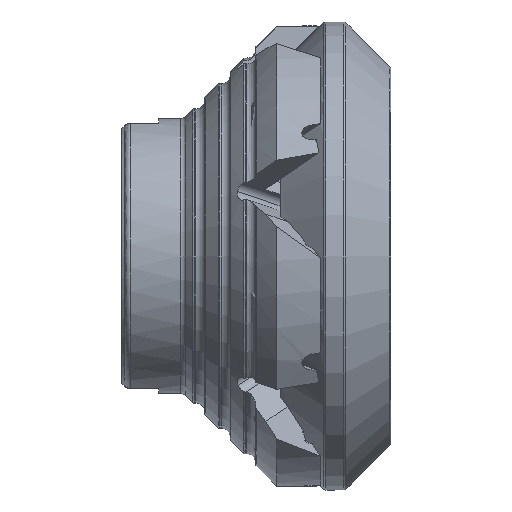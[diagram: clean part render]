
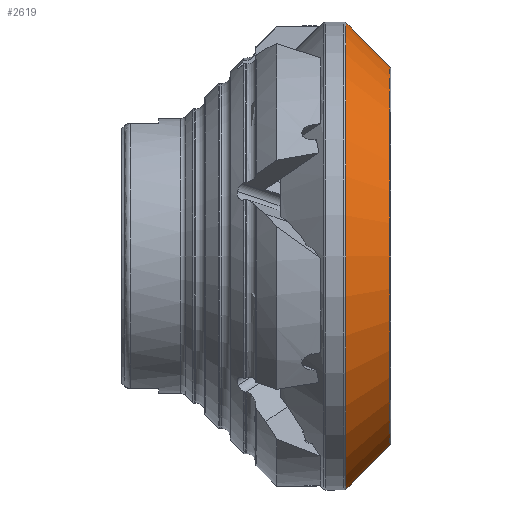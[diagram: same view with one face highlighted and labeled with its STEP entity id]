
A CAD part, front view. The second image highlights one B-rep face of the part: STEP entity #2619.
In plain terms, the highlighted conical face has half-angle 45 degrees and reference radius 39.004 mm.
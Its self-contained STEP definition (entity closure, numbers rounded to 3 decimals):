
#817 = CIRCLE ( 'NONE', #3323, 31.646 ) ;
#914 = CIRCLE ( 'NONE', #6148, 39.004 ) ;
#1116 = CONICAL_SURFACE ( 'NONE', #5947, 39.004, 0.785 ) ;
#1142 = FACE_OUTER_BOUND ( 'NONE', #1920, .T. ) ;
#1691 = CARTESIAN_POINT ( 'NONE',  ( -6.053, 0., -39.004 ) ) ;
#1692 = CARTESIAN_POINT ( 'NONE',  ( 1.304, 0., 31.646 ) ) ;
#1727 = CARTESIAN_POINT ( 'NONE',  ( 1.304, 0., -31.646 ) ) ;
#1735 = CARTESIAN_POINT ( 'NONE',  ( -6.053, 0., 39.004 ) ) ;
#1834 = VERTEX_POINT ( 'NONE', #1691 ) ;
#1843 = VERTEX_POINT ( 'NONE', #1692 ) ;
#1864 = VERTEX_POINT ( 'NONE', #1727 ) ;
#1882 = VERTEX_POINT ( 'NONE', #1735 ) ;
#1920 = EDGE_LOOP ( 'NONE', ( #2777, #2776, #2775, #2774 ) ) ;
#2071 = CARTESIAN_POINT ( 'NONE',  ( -6.053, 0., 0. ) ) ;
#2072 = DIRECTION ( 'NONE',  ( 1., 0., 0. ) ) ;
#2073 = DIRECTION ( 'NONE',  ( 0., 0., -1. ) ) ;
#2619 = ADVANCED_FACE ( 'NONE', ( #1142 ), #1116, .T. ) ;
#2774 = ORIENTED_EDGE ( 'NONE', *, *, #5526, .T. ) ;
#2775 = ORIENTED_EDGE ( 'NONE', *, *, #8409, .T. ) ;
#2776 = ORIENTED_EDGE ( 'NONE', *, *, #7273, .F. ) ;
#2777 = ORIENTED_EDGE ( 'NONE', *, *, #8420, .F. ) ;
#3323 = AXIS2_PLACEMENT_3D ( 'NONE', #8173, #8174, #8175 ) ;
#5392 = VECTOR ( 'NONE', #10725, 1000. ) ;
#5397 = LINE ( 'NONE', #10724, #5392 ) ;
#5526 = EDGE_CURVE ( 'NONE', #1882, #1834, #914, .T. ) ;
#5591 = VECTOR ( 'NONE', #10766, 1000. ) ;
#5606 = LINE ( 'NONE', #10765, #5591 ) ;
#5754 = DIRECTION ( 'NONE',  ( -1., 0., 0. ) ) ;
#5758 = CARTESIAN_POINT ( 'NONE',  ( -6.053, 0., 0. ) ) ;
#5766 = DIRECTION ( 'NONE',  ( 0., 0., 1. ) ) ;
#5947 = AXIS2_PLACEMENT_3D ( 'NONE', #5758, #5754, #5766 ) ;
#6148 = AXIS2_PLACEMENT_3D ( 'NONE', #2071, #2072, #2073 ) ;
#7273 = EDGE_CURVE ( 'NONE', #1843, #1864, #817, .T. ) ;
#8173 = CARTESIAN_POINT ( 'NONE',  ( 1.304, 0., 0. ) ) ;
#8174 = DIRECTION ( 'NONE',  ( 1., 0., 0. ) ) ;
#8175 = DIRECTION ( 'NONE',  ( 0., 0., -1. ) ) ;
#8409 = EDGE_CURVE ( 'NONE', #1843, #1882, #5397, .T. ) ;
#8420 = EDGE_CURVE ( 'NONE', #1864, #1834, #5606, .T. ) ;
#10724 = CARTESIAN_POINT ( 'NONE',  ( -6.053, 0., 39.004 ) ) ;
#10725 = DIRECTION ( 'NONE',  ( -0.707, 0., 0.707 ) ) ;
#10765 = CARTESIAN_POINT ( 'NONE',  ( -6.053, 0., -39.004 ) ) ;
#10766 = DIRECTION ( 'NONE',  ( -0.707, 0., -0.707 ) ) ;
